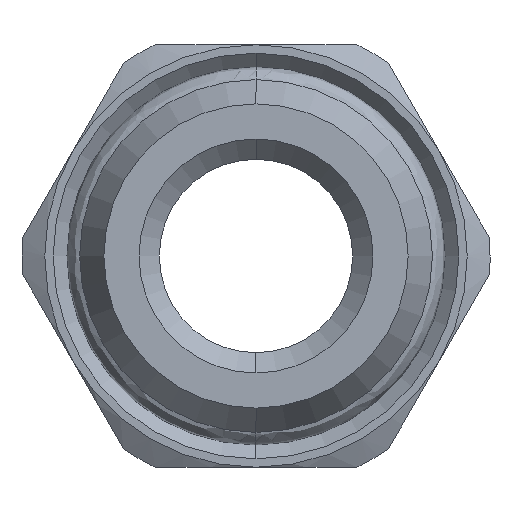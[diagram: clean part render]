
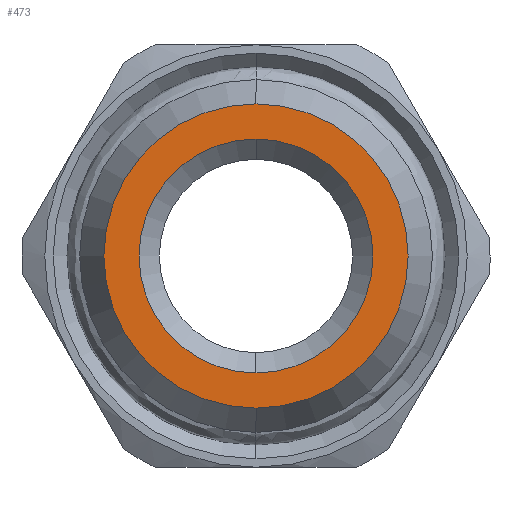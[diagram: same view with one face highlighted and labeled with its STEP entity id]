
A CAD part, front view. The second image highlights one B-rep face of the part: STEP entity #473.
In plain terms, the highlighted planar face has unit normal (0, -1, 0).
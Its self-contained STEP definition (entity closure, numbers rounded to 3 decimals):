
#81 = EDGE_CURVE ( 'NONE', #524, #166, #1674, .T. ) ;
#110 = EDGE_LOOP ( 'NONE', ( #523, #307 ) ) ;
#113 = EDGE_CURVE ( 'NONE', #359, #2025, #2003, .T. ) ;
#120 = CARTESIAN_POINT ( 'NONE',  ( 0., 0., 0. ) ) ;
#158 = EDGE_LOOP ( 'NONE', ( #705, #1363 ) ) ;
#166 = VERTEX_POINT ( 'NONE', #1964 ) ;
#287 = AXIS2_PLACEMENT_3D ( 'NONE', #778, #552, #525 ) ;
#293 = AXIS2_PLACEMENT_3D ( 'NONE', #588, #607, #612 ) ;
#307 = ORIENTED_EDGE ( 'NONE', *, *, #429, .T. ) ;
#359 = VERTEX_POINT ( 'NONE', #1066 ) ;
#429 = EDGE_CURVE ( 'NONE', #166, #524, #1846, .T. ) ;
#473 = ADVANCED_FACE ( 'NONE', ( #1799, #1631 ), #545, .T. ) ;
#523 = ORIENTED_EDGE ( 'NONE', *, *, #81, .T. ) ;
#524 = VERTEX_POINT ( 'NONE', #783 ) ;
#525 = DIRECTION ( 'NONE',  ( 0., 0., -1. ) ) ;
#545 = PLANE ( 'NONE',  #287 ) ;
#552 = DIRECTION ( 'NONE',  ( 0., -1., 0. ) ) ;
#585 = DIRECTION ( 'NONE',  ( 0., 1., 0. ) ) ;
#588 = CARTESIAN_POINT ( 'NONE',  ( 0., 0., 0. ) ) ;
#607 = DIRECTION ( 'NONE',  ( 0., -1., 0. ) ) ;
#612 = DIRECTION ( 'NONE',  ( 0., 0., 1. ) ) ;
#614 = AXIS2_PLACEMENT_3D ( 'NONE', #741, #1399, #795 ) ;
#669 = CIRCLE ( 'NONE', #293, 9. ) ;
#705 = ORIENTED_EDGE ( 'NONE', *, *, #2048, .T. ) ;
#741 = CARTESIAN_POINT ( 'NONE',  ( 0., 0., 0. ) ) ;
#778 = CARTESIAN_POINT ( 'NONE',  ( 0., 0., 0. ) ) ;
#783 = CARTESIAN_POINT ( 'NONE',  ( 0., 0., -6.923 ) ) ;
#795 = DIRECTION ( 'NONE',  ( 0., 0., -1. ) ) ;
#1066 = CARTESIAN_POINT ( 'NONE',  ( 0., 0., -9. ) ) ;
#1107 = DIRECTION ( 'NONE',  ( 0., 0., 1. ) ) ;
#1209 = CARTESIAN_POINT ( 'NONE',  ( 0., 0., 9. ) ) ;
#1211 = AXIS2_PLACEMENT_3D ( 'NONE', #1856, #1981, #1107 ) ;
#1251 = AXIS2_PLACEMENT_3D ( 'NONE', #120, #585, #2015 ) ;
#1363 = ORIENTED_EDGE ( 'NONE', *, *, #113, .T. ) ;
#1399 = DIRECTION ( 'NONE',  ( 0., 1., 0. ) ) ;
#1631 = FACE_BOUND ( 'NONE', #110, .T. ) ;
#1674 = CIRCLE ( 'NONE', #1251, 6.923 ) ;
#1799 = FACE_OUTER_BOUND ( 'NONE', #158, .T. ) ;
#1846 = CIRCLE ( 'NONE', #614, 6.923 ) ;
#1856 = CARTESIAN_POINT ( 'NONE',  ( 0., 0., 0. ) ) ;
#1964 = CARTESIAN_POINT ( 'NONE',  ( 0., 0., 6.923 ) ) ;
#1981 = DIRECTION ( 'NONE',  ( 0., -1., 0. ) ) ;
#2003 = CIRCLE ( 'NONE', #1211, 9. ) ;
#2015 = DIRECTION ( 'NONE',  ( 0., 0., -1. ) ) ;
#2025 = VERTEX_POINT ( 'NONE', #1209 ) ;
#2048 = EDGE_CURVE ( 'NONE', #2025, #359, #669, .T. ) ;
